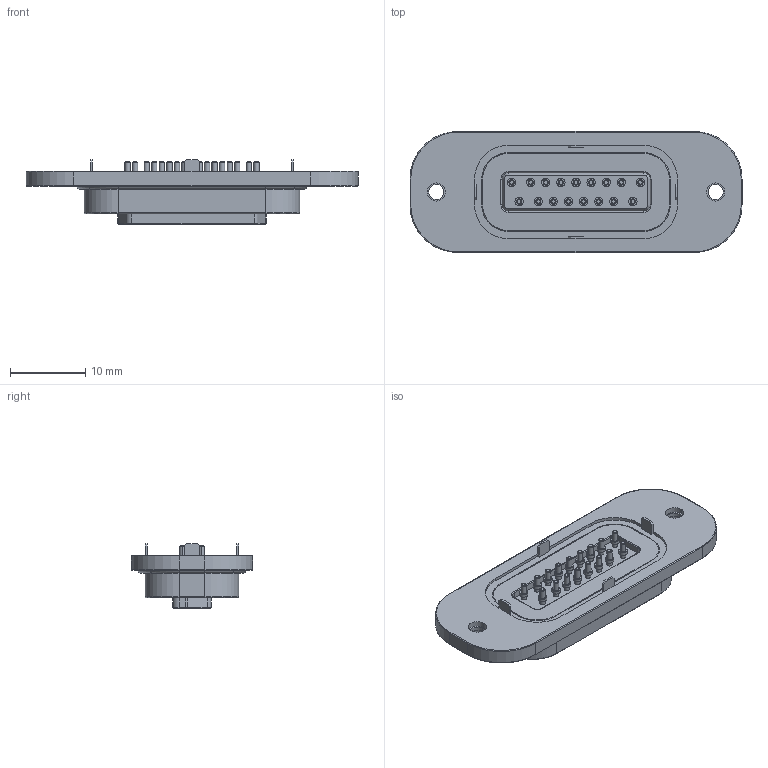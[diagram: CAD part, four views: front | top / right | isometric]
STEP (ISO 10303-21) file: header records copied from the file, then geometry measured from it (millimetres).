
FILE_DESCRIPTION (( 'STEP AP214' ), '1' );
FILE_NAME ('686A1731260113E.STEP', '2023-05-09T14:25:49', ( '' ), ( '' ), 'SwSTEP 2.0', 'SolidWorks 2020', '' );
FILE_SCHEMA (( 'AUTOMOTIVE_DESIGN' ));
Length unit declared in the file: millimetre
Products named in the file (1): 686A1731260113E
Bounding box: 44 x 16.04 x 8.55 mm (x, y, z)
Volume: 4972.2 mm3; surface area: 6741.1 mm2
Topology: 3 solids, 3 shells, 905 faces, 2032 edges, 1257 vertices
Faces by surface type: cylinder 372, plane 297, cone 152, torus 84
Entity records: 35159 total; most frequent: DIRECTION 4854, CARTESIAN_POINT 4179, ORIENTED_EDGE 3996, EDGE_CURVE 1998, AXIS2_PLACEMENT_3D 1952, VERTEX_POINT 1257, EDGE_LOOP 1073, CIRCLE 1046
